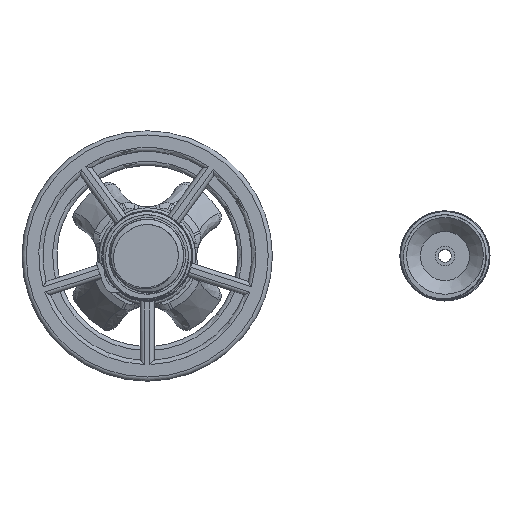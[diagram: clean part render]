
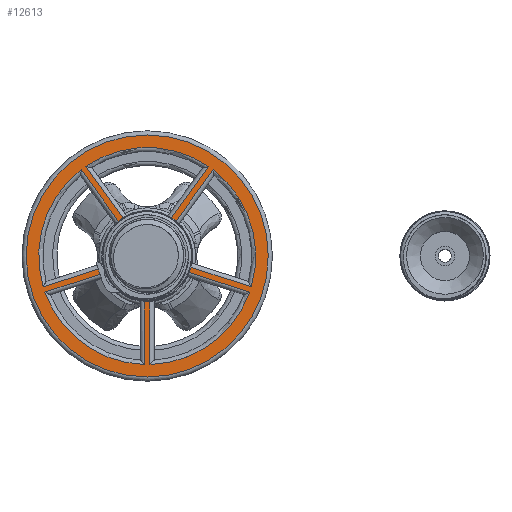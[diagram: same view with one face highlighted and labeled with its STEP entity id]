
A CAD part, top view. The second image highlights one B-rep face of the part: STEP entity #12613.
In plain terms, the highlighted planar face has unit normal (0, 0, 1).
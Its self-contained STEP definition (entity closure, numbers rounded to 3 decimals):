
#154=FACE_BOUND('',#1962,.T.);
#610=PLANE('',#13756);
#1147=FACE_OUTER_BOUND('',#1961,.T.);
#1961=EDGE_LOOP('',(#10409));
#1962=EDGE_LOOP('',(#10410,#10411,#10412,#10413,#10414,#10415,#10416,#10417,
#10418,#10419,#10420,#10421,#10422,#10423,#10424,#10425,#10426,#10427,#10428,
#10429));
#2661=CIRCLE('',#13744,15.821);
#2662=CIRCLE('',#13745,15.821);
#2663=CIRCLE('',#13746,15.821);
#2665=CIRCLE('',#13748,15.821);
#2666=CIRCLE('',#13749,15.821);
#2667=CIRCLE('',#13751,43.5);
#2671=CIRCLE('',#13757,39.);
#2672=CIRCLE('',#13758,39.);
#2673=CIRCLE('',#13759,39.);
#2674=CIRCLE('',#13760,39.);
#2675=CIRCLE('',#13761,39.);
#3889=LINE('',#24471,#4751);
#3890=LINE('',#24474,#4752);
#3891=LINE('',#24476,#4753);
#3892=LINE('',#24479,#4754);
#3893=LINE('',#24481,#4755);
#3894=LINE('',#24484,#4756);
#3895=LINE('',#24486,#4757);
#3896=LINE('',#24489,#4758);
#3897=LINE('',#24491,#4759);
#3898=LINE('',#24494,#4760);
#4751=VECTOR('',#16325,10.);
#4752=VECTOR('',#16328,10.);
#4753=VECTOR('',#16329,10.);
#4754=VECTOR('',#16332,10.);
#4755=VECTOR('',#16333,10.);
#4756=VECTOR('',#16336,10.);
#4757=VECTOR('',#16337,10.);
#4758=VECTOR('',#16340,10.);
#4759=VECTOR('',#16341,10.);
#4760=VECTOR('',#16344,10.);
#5786=VERTEX_POINT('',#24253);
#5787=VERTEX_POINT('',#24274);
#5788=VERTEX_POINT('',#24296);
#5789=VERTEX_POINT('',#24317);
#5790=VERTEX_POINT('',#24339);
#5791=VERTEX_POINT('',#24360);
#5794=VERTEX_POINT('',#24379);
#5795=VERTEX_POINT('',#24394);
#5796=VERTEX_POINT('',#24416);
#5797=VERTEX_POINT('',#24437);
#5798=VERTEX_POINT('',#24460);
#5801=VERTEX_POINT('',#24470);
#5802=VERTEX_POINT('',#24472);
#5803=VERTEX_POINT('',#24475);
#5804=VERTEX_POINT('',#24477);
#5805=VERTEX_POINT('',#24480);
#5806=VERTEX_POINT('',#24482);
#5807=VERTEX_POINT('',#24485);
#5808=VERTEX_POINT('',#24487);
#5809=VERTEX_POINT('',#24490);
#5810=VERTEX_POINT('',#24492);
#7397=EDGE_CURVE('',#5786,#5787,#2661,.F.);
#7400=EDGE_CURVE('',#5788,#5789,#2662,.F.);
#7403=EDGE_CURVE('',#5790,#5791,#2663,.F.);
#7407=EDGE_CURVE('',#5794,#5795,#2665,.F.);
#7410=EDGE_CURVE('',#5796,#5797,#2666,.F.);
#7412=EDGE_CURVE('',#5798,#5798,#2667,.T.);
#7417=EDGE_CURVE('',#5801,#5788,#3889,.T.);
#7418=EDGE_CURVE('',#5802,#5801,#2671,.T.);
#7419=EDGE_CURVE('',#5802,#5787,#3890,.T.);
#7420=EDGE_CURVE('',#5803,#5786,#3891,.T.);
#7421=EDGE_CURVE('',#5804,#5803,#2672,.T.);
#7422=EDGE_CURVE('',#5804,#5797,#3892,.T.);
#7423=EDGE_CURVE('',#5805,#5796,#3893,.T.);
#7424=EDGE_CURVE('',#5806,#5805,#2673,.T.);
#7425=EDGE_CURVE('',#5806,#5795,#3894,.T.);
#7426=EDGE_CURVE('',#5807,#5794,#3895,.T.);
#7427=EDGE_CURVE('',#5808,#5807,#2674,.T.);
#7428=EDGE_CURVE('',#5791,#5808,#3896,.T.);
#7429=EDGE_CURVE('',#5809,#5790,#3897,.T.);
#7430=EDGE_CURVE('',#5810,#5809,#2675,.T.);
#7431=EDGE_CURVE('',#5810,#5789,#3898,.T.);
#10409=ORIENTED_EDGE('',*,*,#7412,.F.);
#10410=ORIENTED_EDGE('',*,*,#7417,.F.);
#10411=ORIENTED_EDGE('',*,*,#7418,.F.);
#10412=ORIENTED_EDGE('',*,*,#7419,.T.);
#10413=ORIENTED_EDGE('',*,*,#7397,.F.);
#10414=ORIENTED_EDGE('',*,*,#7420,.F.);
#10415=ORIENTED_EDGE('',*,*,#7421,.F.);
#10416=ORIENTED_EDGE('',*,*,#7422,.T.);
#10417=ORIENTED_EDGE('',*,*,#7410,.F.);
#10418=ORIENTED_EDGE('',*,*,#7423,.F.);
#10419=ORIENTED_EDGE('',*,*,#7424,.F.);
#10420=ORIENTED_EDGE('',*,*,#7425,.T.);
#10421=ORIENTED_EDGE('',*,*,#7407,.F.);
#10422=ORIENTED_EDGE('',*,*,#7426,.F.);
#10423=ORIENTED_EDGE('',*,*,#7427,.F.);
#10424=ORIENTED_EDGE('',*,*,#7428,.F.);
#10425=ORIENTED_EDGE('',*,*,#7403,.F.);
#10426=ORIENTED_EDGE('',*,*,#7429,.F.);
#10427=ORIENTED_EDGE('',*,*,#7430,.F.);
#10428=ORIENTED_EDGE('',*,*,#7431,.T.);
#10429=ORIENTED_EDGE('',*,*,#7400,.F.);
#12613=ADVANCED_FACE('',(#1147,#154),#610,.T.);
#13744=AXIS2_PLACEMENT_3D('',#24275,#16298,#16299);
#13745=AXIS2_PLACEMENT_3D('',#24318,#16300,#16301);
#13746=AXIS2_PLACEMENT_3D('',#24361,#16302,#16303);
#13748=AXIS2_PLACEMENT_3D('',#24395,#16306,#16307);
#13749=AXIS2_PLACEMENT_3D('',#24438,#16308,#16309);
#13751=AXIS2_PLACEMENT_3D('',#24461,#16312,#16313);
#13756=AXIS2_PLACEMENT_3D('',#24469,#16323,#16324);
#13757=AXIS2_PLACEMENT_3D('',#24473,#16326,#16327);
#13758=AXIS2_PLACEMENT_3D('',#24478,#16330,#16331);
#13759=AXIS2_PLACEMENT_3D('',#24483,#16334,#16335);
#13760=AXIS2_PLACEMENT_3D('',#24488,#16338,#16339);
#13761=AXIS2_PLACEMENT_3D('',#24493,#16342,#16343);
#16298=DIRECTION('center_axis',(0.,0.,-1.));
#16299=DIRECTION('ref_axis',(1.,0.,0.));
#16300=DIRECTION('center_axis',(0.,0.,-1.));
#16301=DIRECTION('ref_axis',(1.,0.,0.));
#16302=DIRECTION('center_axis',(0.,0.,-1.));
#16303=DIRECTION('ref_axis',(1.,0.,0.));
#16306=DIRECTION('center_axis',(0.,0.,-1.));
#16307=DIRECTION('ref_axis',(1.,0.,0.));
#16308=DIRECTION('center_axis',(0.,0.,-1.));
#16309=DIRECTION('ref_axis',(1.,0.,0.));
#16312=DIRECTION('center_axis',(0.,0.,-1.));
#16313=DIRECTION('ref_axis',(1.,0.,0.));
#16323=DIRECTION('center_axis',(0.,0.,1.));
#16324=DIRECTION('ref_axis',(1.,0.,0.));
#16325=DIRECTION('',(0.,1.,0.));
#16326=DIRECTION('center_axis',(0.,0.,1.));
#16327=DIRECTION('ref_axis',(-0.588,-0.809,0.));
#16328=DIRECTION('',(0.951,0.309,0.));
#16329=DIRECTION('',(0.951,0.309,0.));
#16330=DIRECTION('center_axis',(0.,0.,1.));
#16331=DIRECTION('ref_axis',(-0.951,0.309,0.));
#16332=DIRECTION('',(0.588,-0.809,0.));
#16333=DIRECTION('',(0.588,-0.809,0.));
#16334=DIRECTION('center_axis',(0.,0.,1.));
#16335=DIRECTION('ref_axis',(0.,1.,0.));
#16336=DIRECTION('',(-0.588,-0.809,0.));
#16337=DIRECTION('',(-0.588,-0.809,0.));
#16338=DIRECTION('center_axis',(0.,0.,1.));
#16339=DIRECTION('ref_axis',(0.951,0.309,0.));
#16340=DIRECTION('',(0.951,-0.309,0.));
#16341=DIRECTION('',(-0.951,0.309,0.));
#16342=DIRECTION('center_axis',(0.,0.,1.));
#16343=DIRECTION('ref_axis',(0.588,-0.809,0.));
#16344=DIRECTION('',(0.,1.,0.));
#24253=CARTESIAN_POINT('',(-15.325,-3.928,5.4));
#24274=CARTESIAN_POINT('',(-14.707,-5.83,5.4));
#24275=CARTESIAN_POINT('Origin',(0.,0.,5.4));
#24296=CARTESIAN_POINT('',(-1.,-15.789,5.4));
#24317=CARTESIAN_POINT('',(1.,-15.789,5.4));
#24318=CARTESIAN_POINT('Origin',(0.,0.,5.4));
#24339=CARTESIAN_POINT('',(14.707,-5.83,5.4));
#24360=CARTESIAN_POINT('',(15.325,-3.928,5.4));
#24361=CARTESIAN_POINT('Origin',(0.,0.,5.4));
#24379=CARTESIAN_POINT('',(10.09,12.186,5.4));
#24394=CARTESIAN_POINT('',(8.472,13.361,5.4));
#24395=CARTESIAN_POINT('Origin',(0.,0.,5.4));
#24416=CARTESIAN_POINT('',(-8.472,13.361,5.4));
#24437=CARTESIAN_POINT('',(-10.09,12.186,5.4));
#24438=CARTESIAN_POINT('Origin',(0.,0.,5.4));
#24460=CARTESIAN_POINT('',(-43.5,0.,5.4));
#24461=CARTESIAN_POINT('Origin',(0.,0.,5.4));
#24469=CARTESIAN_POINT('Origin',(0.,0.,5.4));
#24470=CARTESIAN_POINT('',(-1.,-38.987,5.4));
#24471=CARTESIAN_POINT('',(-1.,-7.902,5.4));
#24472=CARTESIAN_POINT('',(-36.77,-12.999,5.4));
#24473=CARTESIAN_POINT('Origin',(0.,0.,5.4));
#24474=CARTESIAN_POINT('',(-17.484,-6.732,5.4));
#24475=CARTESIAN_POINT('',(-37.388,-11.097,5.4));
#24476=CARTESIAN_POINT('',(-7.824,-1.491,5.4));
#24477=CARTESIAN_POINT('',(-23.725,30.954,5.4));
#24478=CARTESIAN_POINT('Origin',(0.,0.,5.4));
#24479=CARTESIAN_POINT('',(-11.805,14.548,5.4));
#24480=CARTESIAN_POINT('',(-22.107,32.129,5.4));
#24481=CARTESIAN_POINT('',(-3.836,6.98,5.4));
#24482=CARTESIAN_POINT('',(22.107,32.129,5.4));
#24483=CARTESIAN_POINT('Origin',(0.,0.,5.4));
#24484=CARTESIAN_POINT('',(10.187,15.723,5.4));
#24485=CARTESIAN_POINT('',(23.725,30.954,5.4));
#24486=CARTESIAN_POINT('',(5.454,5.805,5.4));
#24487=CARTESIAN_POINT('',(37.388,-11.097,5.4));
#24488=CARTESIAN_POINT('Origin',(0.,0.,5.4));
#24489=CARTESIAN_POINT('',(18.102,-4.83,5.4));
#24490=CARTESIAN_POINT('',(36.77,-12.999,5.4));
#24491=CARTESIAN_POINT('',(7.206,-3.393,5.4));
#24492=CARTESIAN_POINT('',(1.,-38.987,5.4));
#24493=CARTESIAN_POINT('Origin',(0.,0.,5.4));
#24494=CARTESIAN_POINT('',(1.,-18.708,5.4));
